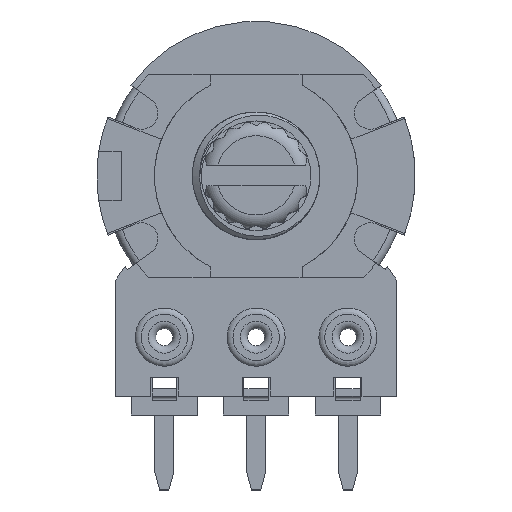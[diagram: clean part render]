
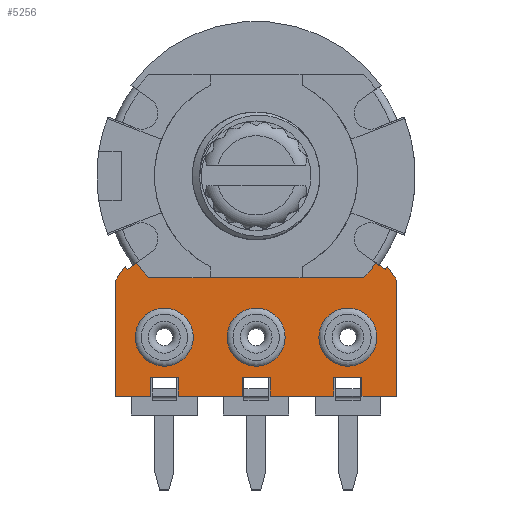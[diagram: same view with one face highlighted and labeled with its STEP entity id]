
A CAD part, top view. The second image highlights one B-rep face of the part: STEP entity #5256.
In plain terms, the highlighted planar face has unit normal (0, 0, 1).
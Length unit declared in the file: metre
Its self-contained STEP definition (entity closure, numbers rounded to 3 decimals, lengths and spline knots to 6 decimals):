
#279=CIRCLE('',#7084,0.0079);
#280=CIRCLE('',#7085,0.0085);
#281=CIRCLE('',#7086,0.0085);
#282=CIRCLE('',#7087,0.0079);
#283=CIRCLE('',#7088,0.00155);
#284=CIRCLE('',#7089,0.00155);
#285=CIRCLE('',#7090,0.00155);
#824=ORIENTED_EDGE('',*,*,#2267,.F.);
#825=ORIENTED_EDGE('',*,*,#2268,.F.);
#826=ORIENTED_EDGE('',*,*,#2269,.F.);
#827=ORIENTED_EDGE('',*,*,#1894,.F.);
#828=ORIENTED_EDGE('',*,*,#2270,.F.);
#829=ORIENTED_EDGE('',*,*,#2271,.T.);
#830=ORIENTED_EDGE('',*,*,#2272,.T.);
#831=ORIENTED_EDGE('',*,*,#2273,.T.);
#832=ORIENTED_EDGE('',*,*,#2274,.F.);
#833=ORIENTED_EDGE('',*,*,#2275,.F.);
#834=ORIENTED_EDGE('',*,*,#2276,.F.);
#835=ORIENTED_EDGE('',*,*,#2277,.T.);
#836=ORIENTED_EDGE('',*,*,#2278,.F.);
#837=ORIENTED_EDGE('',*,*,#2279,.F.);
#838=ORIENTED_EDGE('',*,*,#2280,.F.);
#839=ORIENTED_EDGE('',*,*,#2281,.T.);
#840=ORIENTED_EDGE('',*,*,#2282,.F.);
#841=ORIENTED_EDGE('',*,*,#2283,.F.);
#842=ORIENTED_EDGE('',*,*,#2284,.F.);
#843=ORIENTED_EDGE('',*,*,#2285,.T.);
#844=ORIENTED_EDGE('',*,*,#2286,.T.);
#845=ORIENTED_EDGE('',*,*,#2287,.T.);
#846=ORIENTED_EDGE('',*,*,#2288,.F.);
#847=ORIENTED_EDGE('',*,*,#1898,.T.);
#848=ORIENTED_EDGE('',*,*,#2289,.F.);
#849=ORIENTED_EDGE('',*,*,#2290,.F.);
#850=ORIENTED_EDGE('',*,*,#2291,.F.);
#851=ORIENTED_EDGE('',*,*,#2292,.F.);
#852=ORIENTED_EDGE('',*,*,#2293,.F.);
#1894=EDGE_CURVE('',#2656,#2657,#3167,.T.);
#1898=EDGE_CURVE('',#2660,#2661,#3171,.T.);
#2267=EDGE_CURVE('',#2950,#2951,#3371,.T.);
#2268=EDGE_CURVE('',#2952,#2950,#279,.T.);
#2269=EDGE_CURVE('',#2657,#2952,#3372,.T.);
#2270=EDGE_CURVE('',#2953,#2656,#280,.T.);
#2271=EDGE_CURVE('',#2953,#2954,#3373,.T.);
#2272=EDGE_CURVE('',#2954,#2955,#3374,.T.);
#2273=EDGE_CURVE('',#2955,#2956,#3375,.T.);
#2274=EDGE_CURVE('',#2957,#2956,#3376,.T.);
#2275=EDGE_CURVE('',#2958,#2957,#3377,.T.);
#2276=EDGE_CURVE('',#2959,#2958,#3378,.T.);
#2277=EDGE_CURVE('',#2959,#2960,#3379,.T.);
#2278=EDGE_CURVE('',#2961,#2960,#3380,.T.);
#2279=EDGE_CURVE('',#2962,#2961,#3381,.T.);
#2280=EDGE_CURVE('',#2963,#2962,#3382,.T.);
#2281=EDGE_CURVE('',#2963,#2964,#3383,.T.);
#2282=EDGE_CURVE('',#2965,#2964,#3384,.T.);
#2283=EDGE_CURVE('',#2966,#2965,#3385,.T.);
#2284=EDGE_CURVE('',#2967,#2966,#3386,.T.);
#2285=EDGE_CURVE('',#2967,#2968,#3387,.T.);
#2286=EDGE_CURVE('',#2968,#2969,#3388,.T.);
#2287=EDGE_CURVE('',#2969,#2970,#3389,.T.);
#2288=EDGE_CURVE('',#2660,#2970,#281,.T.);
#2289=EDGE_CURVE('',#2971,#2661,#3390,.T.);
#2290=EDGE_CURVE('',#2951,#2971,#282,.T.);
#2291=EDGE_CURVE('',#2972,#2972,#283,.T.);
#2292=EDGE_CURVE('',#2973,#2973,#284,.T.);
#2293=EDGE_CURVE('',#2974,#2974,#285,.T.);
#2656=VERTEX_POINT('',#8696);
#2657=VERTEX_POINT('',#8697);
#2660=VERTEX_POINT('',#8705);
#2661=VERTEX_POINT('',#8706);
#2950=VERTEX_POINT('',#9758);
#2951=VERTEX_POINT('',#9759);
#2952=VERTEX_POINT('',#9761);
#2953=VERTEX_POINT('',#9764);
#2954=VERTEX_POINT('',#9766);
#2955=VERTEX_POINT('',#9768);
#2956=VERTEX_POINT('',#9770);
#2957=VERTEX_POINT('',#9772);
#2958=VERTEX_POINT('',#9774);
#2959=VERTEX_POINT('',#9776);
#2960=VERTEX_POINT('',#9778);
#2961=VERTEX_POINT('',#9780);
#2962=VERTEX_POINT('',#9782);
#2963=VERTEX_POINT('',#9784);
#2964=VERTEX_POINT('',#9786);
#2965=VERTEX_POINT('',#9788);
#2966=VERTEX_POINT('',#9790);
#2967=VERTEX_POINT('',#9792);
#2968=VERTEX_POINT('',#9794);
#2969=VERTEX_POINT('',#9796);
#2970=VERTEX_POINT('',#9798);
#2971=VERTEX_POINT('',#9801);
#2972=VERTEX_POINT('',#9804);
#2973=VERTEX_POINT('',#9806);
#2974=VERTEX_POINT('',#9808);
#3167=LINE('',#8695,#3659);
#3171=LINE('',#8704,#3663);
#3371=LINE('',#9757,#3863);
#3372=LINE('',#9762,#3864);
#3373=LINE('',#9765,#3865);
#3374=LINE('',#9767,#3866);
#3375=LINE('',#9769,#3867);
#3376=LINE('',#9771,#3868);
#3377=LINE('',#9773,#3869);
#3378=LINE('',#9775,#3870);
#3379=LINE('',#9777,#3871);
#3380=LINE('',#9779,#3872);
#3381=LINE('',#9781,#3873);
#3382=LINE('',#9783,#3874);
#3383=LINE('',#9785,#3875);
#3384=LINE('',#9787,#3876);
#3385=LINE('',#9789,#3877);
#3386=LINE('',#9791,#3878);
#3387=LINE('',#9793,#3879);
#3388=LINE('',#9795,#3880);
#3389=LINE('',#9797,#3881);
#3390=LINE('',#9800,#3882);
#3659=VECTOR('',#7355,1.);
#3663=VECTOR('',#7361,1.);
#3863=VECTOR('',#7871,1.);
#3864=VECTOR('',#7874,1.);
#3865=VECTOR('',#7877,1.);
#3866=VECTOR('',#7878,1.);
#3867=VECTOR('',#7879,1.);
#3868=VECTOR('',#7880,1.);
#3869=VECTOR('',#7881,1.);
#3870=VECTOR('',#7882,1.);
#3871=VECTOR('',#7883,1.);
#3872=VECTOR('',#7884,1.);
#3873=VECTOR('',#7885,1.);
#3874=VECTOR('',#7886,1.);
#3875=VECTOR('',#7887,1.);
#3876=VECTOR('',#7888,1.);
#3877=VECTOR('',#7889,1.);
#3878=VECTOR('',#7890,1.);
#3879=VECTOR('',#7891,1.);
#3880=VECTOR('',#7892,1.);
#3881=VECTOR('',#7893,1.);
#3882=VECTOR('',#7896,1.);
#4241=EDGE_LOOP('',(#824,#825,#826,#827,#828,#829,#830,#831,#832,#833,#834,
#835,#836,#837,#838,#839,#840,#841,#842,#843,#844,#845,#846,#847,#848,#849));
#4242=EDGE_LOOP('',(#850));
#4243=EDGE_LOOP('',(#851));
#4244=EDGE_LOOP('',(#852));
#4536=FACE_BOUND('',#4241,.T.);
#4537=FACE_BOUND('',#4242,.T.);
#4538=FACE_BOUND('',#4243,.T.);
#4539=FACE_BOUND('',#4244,.T.);
#4791=PLANE('',#7083);
#5256=ADVANCED_FACE('',(#4536,#4537,#4538,#4539),#4791,.T.);
#7083=AXIS2_PLACEMENT_3D('',#9756,#7869,#7870);
#7084=AXIS2_PLACEMENT_3D('',#9760,#7872,#7873);
#7085=AXIS2_PLACEMENT_3D('',#9763,#7875,#7876);
#7086=AXIS2_PLACEMENT_3D('',#9799,#7894,#7895);
#7087=AXIS2_PLACEMENT_3D('',#9802,#7897,#7898);
#7088=AXIS2_PLACEMENT_3D('',#9803,#7899,#7900);
#7089=AXIS2_PLACEMENT_3D('',#9805,#7901,#7902);
#7090=AXIS2_PLACEMENT_3D('',#9807,#7903,#7904);
#7355=DIRECTION('',(0.81,0.587,0.));
#7361=DIRECTION('',(-0.81,0.587,0.));
#7869=DIRECTION('',(0.,0.,1.));
#7870=DIRECTION('',(1.,0.,0.));
#7871=DIRECTION('',(1.,0.,0.));
#7872=DIRECTION('',(0.,0.,1.));
#7873=DIRECTION('',(1.,0.,0.));
#7874=DIRECTION('',(0.81,0.587,0.));
#7875=DIRECTION('',(0.,0.,1.));
#7876=DIRECTION('',(1.,0.,0.));
#7877=DIRECTION('',(-0.582,-0.813,0.));
#7878=DIRECTION('',(0.,-1.,0.));
#7879=DIRECTION('',(1.,0.,0.));
#7880=DIRECTION('',(0.,-1.,0.));
#7881=DIRECTION('',(-1.,0.,0.));
#7882=DIRECTION('',(0.,1.,0.));
#7883=DIRECTION('',(1.,0.,0.));
#7884=DIRECTION('',(0.,-1.,0.));
#7885=DIRECTION('',(-1.,0.,0.));
#7886=DIRECTION('',(0.,1.,0.));
#7887=DIRECTION('',(1.,0.,0.));
#7888=DIRECTION('',(0.,-1.,0.));
#7889=DIRECTION('',(-1.,0.,0.));
#7890=DIRECTION('',(0.,1.,0.));
#7891=DIRECTION('',(1.,0.,0.));
#7892=DIRECTION('',(0.,1.,0.));
#7893=DIRECTION('',(-0.582,0.813,0.));
#7894=DIRECTION('',(0.,0.,1.));
#7895=DIRECTION('',(1.,0.,0.));
#7896=DIRECTION('',(0.81,-0.587,0.));
#7897=DIRECTION('',(0.,0.,1.));
#7898=DIRECTION('',(1.,0.,0.));
#7899=DIRECTION('',(0.,0.,1.));
#7900=DIRECTION('',(1.,0.,0.));
#7901=DIRECTION('',(0.,0.,1.));
#7902=DIRECTION('',(1.,0.,0.));
#7903=DIRECTION('',(0.,0.,1.));
#7904=DIRECTION('',(1.,0.,0.));
#8695=CARTESIAN_POINT('',(-0.006883,-0.004987,0.0012));
#8696=CARTESIAN_POINT('',(-0.006883,-0.004987,0.0012));
#8697=CARTESIAN_POINT('',(-0.00656,-0.004752,0.0012));
#8704=CARTESIAN_POINT('',(0.00656,-0.004752,0.0012));
#8705=CARTESIAN_POINT('',(0.006883,-0.004987,0.0012));
#8706=CARTESIAN_POINT('',(0.00656,-0.004752,0.0012));
#9756=CARTESIAN_POINT('',(0.,0.,0.0012));
#9757=CARTESIAN_POINT('',(-0.006544,-0.005425,0.0012));
#9758=CARTESIAN_POINT('',(-0.005743,-0.005425,0.0012));
#9759=CARTESIAN_POINT('',(0.005743,-0.005425,0.0012));
#9760=CARTESIAN_POINT('',(0.,0.,0.0012));
#9761=CARTESIAN_POINT('',(-0.006398,-0.004635,0.0012));
#9762=CARTESIAN_POINT('',(-0.006883,-0.004987,0.0012));
#9763=CARTESIAN_POINT('',(0.,0.,0.0012));
#9764=CARTESIAN_POINT('',(-0.006989,-0.004837,0.0012));
#9765=CARTESIAN_POINT('',(-0.0075,-0.00555,0.0012));
#9766=CARTESIAN_POINT('',(-0.0075,-0.00555,0.0012));
#9767=CARTESIAN_POINT('',(-0.0075,-0.00555,0.0012));
#9768=CARTESIAN_POINT('',(-0.0075,-0.01175,0.0012));
#9769=CARTESIAN_POINT('',(-0.0075,-0.01175,0.0012));
#9770=CARTESIAN_POINT('',(-0.00565,-0.01175,0.0012));
#9771=CARTESIAN_POINT('',(-0.00565,-0.01075,0.0012));
#9772=CARTESIAN_POINT('',(-0.00565,-0.01075,0.0012));
#9773=CARTESIAN_POINT('',(-0.00565,-0.01075,0.0012));
#9774=CARTESIAN_POINT('',(-0.00415,-0.01075,0.0012));
#9775=CARTESIAN_POINT('',(-0.00415,-0.01075,0.0012));
#9776=CARTESIAN_POINT('',(-0.00415,-0.01175,0.0012));
#9777=CARTESIAN_POINT('',(-0.0075,-0.01175,0.0012));
#9778=CARTESIAN_POINT('',(-0.00075,-0.01175,0.0012));
#9779=CARTESIAN_POINT('',(-0.00075,-0.01175,0.0012));
#9780=CARTESIAN_POINT('',(-0.00075,-0.01075,0.0012));
#9781=CARTESIAN_POINT('',(-0.00075,-0.01075,0.0012));
#9782=CARTESIAN_POINT('',(0.00075,-0.01075,0.0012));
#9783=CARTESIAN_POINT('',(0.00075,-0.01175,0.0012));
#9784=CARTESIAN_POINT('',(0.00075,-0.01175,0.0012));
#9785=CARTESIAN_POINT('',(-0.0075,-0.01175,0.0012));
#9786=CARTESIAN_POINT('',(0.00415,-0.01175,0.0012));
#9787=CARTESIAN_POINT('',(0.00415,-0.01175,0.0012));
#9788=CARTESIAN_POINT('',(0.00415,-0.01075,0.0012));
#9789=CARTESIAN_POINT('',(0.00415,-0.01075,0.0012));
#9790=CARTESIAN_POINT('',(0.00565,-0.01075,0.0012));
#9791=CARTESIAN_POINT('',(0.00565,-0.01175,0.0012));
#9792=CARTESIAN_POINT('',(0.00565,-0.01175,0.0012));
#9793=CARTESIAN_POINT('',(-0.0075,-0.01175,0.0012));
#9794=CARTESIAN_POINT('',(0.0075,-0.01175,0.0012));
#9795=CARTESIAN_POINT('',(0.0075,-0.00555,0.0012));
#9796=CARTESIAN_POINT('',(0.0075,-0.00555,0.0012));
#9797=CARTESIAN_POINT('',(0.0075,-0.00555,0.0012));
#9798=CARTESIAN_POINT('',(0.006989,-0.004837,0.0012));
#9799=CARTESIAN_POINT('',(0.,0.,0.0012));
#9800=CARTESIAN_POINT('',(0.006398,-0.004635,0.0012));
#9801=CARTESIAN_POINT('',(0.006398,-0.004635,0.0012));
#9802=CARTESIAN_POINT('',(0.,0.,0.0012));
#9803=CARTESIAN_POINT('',(0.,-0.0086,0.0012));
#9804=CARTESIAN_POINT('',(0.00155,-0.0086,0.0012));
#9805=CARTESIAN_POINT('',(-0.0049,-0.0086,0.0012));
#9806=CARTESIAN_POINT('',(-0.00335,-0.0086,0.0012));
#9807=CARTESIAN_POINT('',(0.0049,-0.0086,0.0012));
#9808=CARTESIAN_POINT('',(0.00645,-0.0086,0.0012));
